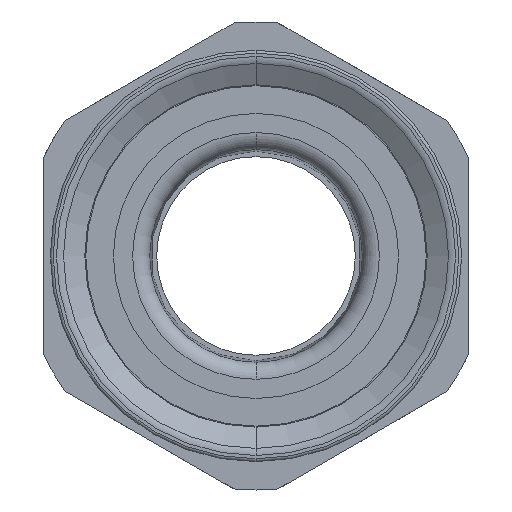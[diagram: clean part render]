
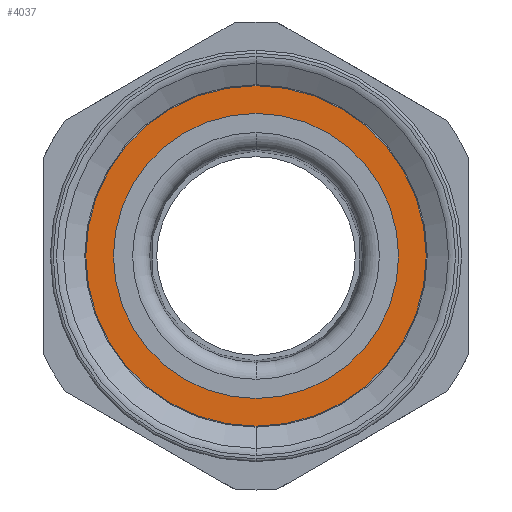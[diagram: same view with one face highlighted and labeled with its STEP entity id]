
A CAD part, front view. The second image highlights one B-rep face of the part: STEP entity #4037.
In plain terms, the highlighted planar face has unit normal (0, -1, 0).
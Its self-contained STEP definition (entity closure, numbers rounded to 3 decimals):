
#32 = CARTESIAN_POINT ( 'NONE',  ( 0., -14.4, -5.025 ) ) ;
#473 = CARTESIAN_POINT ( 'NONE',  ( 0., -14.4, 0. ) ) ;
#474 = CARTESIAN_POINT ( 'NONE',  ( 0., -14.4, 5.025 ) ) ;
#617 = DIRECTION ( 'NONE',  ( 0., 1., 0. ) ) ;
#749 = EDGE_CURVE ( 'NONE', #1104, #1084, #2850, .T. ) ;
#1084 = VERTEX_POINT ( 'NONE', #3548 ) ;
#1104 = VERTEX_POINT ( 'NONE', #1372 ) ;
#1372 = CARTESIAN_POINT ( 'NONE',  ( 0., -14.4, 6. ) ) ;
#1433 = AXIS2_PLACEMENT_3D ( 'NONE', #3173, #617, #3411 ) ;
#1502 = ORIENTED_EDGE ( 'NONE', *, *, #3118, .F. ) ;
#1522 = AXIS2_PLACEMENT_3D ( 'NONE', #5569, #2010, #3389 ) ;
#1662 = FACE_BOUND ( 'NONE', #2076, .T. ) ;
#1884 = DIRECTION ( 'NONE',  ( 0., 0., -1. ) ) ;
#2010 = DIRECTION ( 'NONE',  ( 0., -1., 0. ) ) ;
#2076 = EDGE_LOOP ( 'NONE', ( #1502, #2339 ) ) ;
#2079 = VERTEX_POINT ( 'NONE', #32 ) ;
#2321 = AXIS2_PLACEMENT_3D ( 'NONE', #4882, #3533, #4420 ) ;
#2339 = ORIENTED_EDGE ( 'NONE', *, *, #2906, .F. ) ;
#2389 = CIRCLE ( 'NONE', #1522, 5.025 ) ;
#2456 = CIRCLE ( 'NONE', #2321, 5.025 ) ;
#2850 = CIRCLE ( 'NONE', #3656, 6. ) ;
#2898 = ORIENTED_EDGE ( 'NONE', *, *, #5707, .T. ) ;
#2906 = EDGE_CURVE ( 'NONE', #4028, #2079, #2389, .T. ) ;
#2965 = CARTESIAN_POINT ( 'NONE',  ( 0., -14.4, 0. ) ) ;
#3063 = EDGE_LOOP ( 'NONE', ( #2898, #5326 ) ) ;
#3118 = EDGE_CURVE ( 'NONE', #2079, #4028, #2456, .T. ) ;
#3173 = CARTESIAN_POINT ( 'NONE',  ( -6., -14.4, 0. ) ) ;
#3389 = DIRECTION ( 'NONE',  ( 0., 0., -1. ) ) ;
#3411 = DIRECTION ( 'NONE',  ( 0., 0., 1. ) ) ;
#3533 = DIRECTION ( 'NONE',  ( 0., -1., 0. ) ) ;
#3542 = AXIS2_PLACEMENT_3D ( 'NONE', #2965, #4780, #3858 ) ;
#3548 = CARTESIAN_POINT ( 'NONE',  ( 0., -14.4, -6. ) ) ;
#3624 = DIRECTION ( 'NONE',  ( 0., -1., 0. ) ) ;
#3656 = AXIS2_PLACEMENT_3D ( 'NONE', #473, #3624, #1884 ) ;
#3858 = DIRECTION ( 'NONE',  ( 0., 0., -1. ) ) ;
#4028 = VERTEX_POINT ( 'NONE', #474 ) ;
#4037 = ADVANCED_FACE ( 'NONE', ( #1662, #4201 ), #4059, .F. ) ;
#4059 = PLANE ( 'NONE',  #1433 ) ;
#4156 = CIRCLE ( 'NONE', #3542, 6. ) ;
#4201 = FACE_OUTER_BOUND ( 'NONE', #3063, .T. ) ;
#4420 = DIRECTION ( 'NONE',  ( 0., 0., -1. ) ) ;
#4780 = DIRECTION ( 'NONE',  ( 0., -1., 0. ) ) ;
#4882 = CARTESIAN_POINT ( 'NONE',  ( 0., -14.4, 0. ) ) ;
#5326 = ORIENTED_EDGE ( 'NONE', *, *, #749, .T. ) ;
#5569 = CARTESIAN_POINT ( 'NONE',  ( 0., -14.4, 0. ) ) ;
#5707 = EDGE_CURVE ( 'NONE', #1084, #1104, #4156, .T. ) ;
